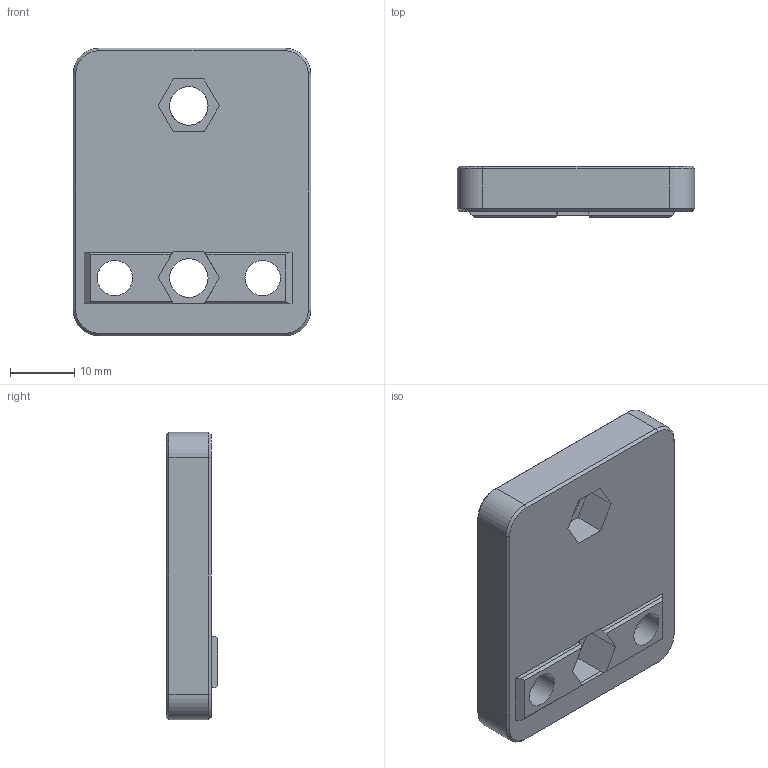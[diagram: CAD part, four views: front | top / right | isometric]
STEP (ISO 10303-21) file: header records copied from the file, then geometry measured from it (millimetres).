
FILE_DESCRIPTION(/* description */ ('STEP AP242','CAx-IF Rec.Pracs.---Representation and Presentation of Product Manufacturing Information (PMI)---4.0---2014-10-13','CAx-IF Rec.Pracs.---3D Tessellated Geometry---0.4---2014-09-14','2;1'),/* implementation_level */ '2;1');
FILE_NAME(/* name */ '634042942e6ab355011b6e1f',/* time_stamp */ '2022-10-07T15:15:33+00:00',/* author */ (''),/* organization */ (''),/* preprocessor_version */ 'ST-DEVELOPER v18.102',/* originating_system */ ' ',/* authorisation */ ' ');
FILE_SCHEMA (('AP242_MANAGED_MODEL_BASED_3D_ENGINEERING_MIM_LF { 1 0 10303 442 1 1 4 }'));
Length unit declared in the file: metre
Products named in the file (1): 2020_Extrusion_Mount
Bounding box: 37 x 8 x 44.8 mm (x, y, z)
Volume: 10261 mm3; surface area: 4904.6 mm2
Topology: 1 solids, 1 shells, 74 faces, 190 edges, 122 vertices
Faces by surface type: plane 56, cylinder 10, cone 8
Full cylindrical faces by diameter (mm): 5.5 x2, 6 x2, 9 x2
Entity records: 2231 total; most frequent: CARTESIAN_POINT 373, DIRECTION 364, ORIENTED_EDGE 360, EDGE_CURVE 180, LINE 146, VECTOR 146, VERTEX_POINT 118, AXIS2_PLACEMENT_3D 109
